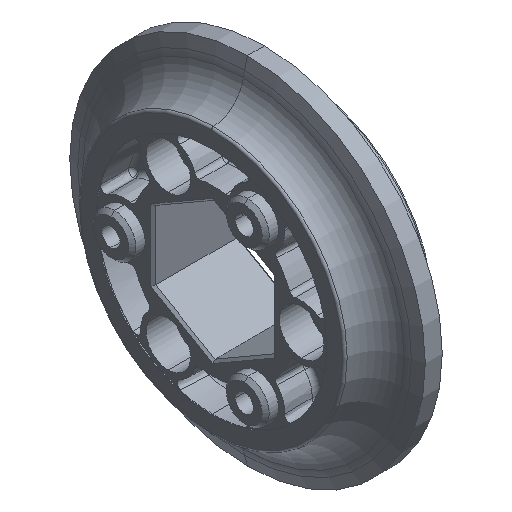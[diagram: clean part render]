
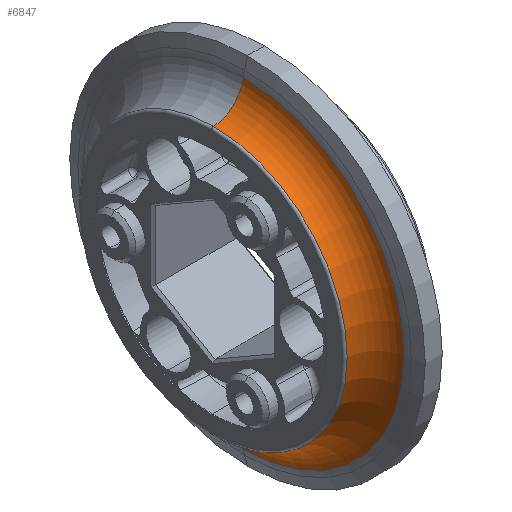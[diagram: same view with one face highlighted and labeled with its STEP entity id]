
A CAD part, isometric view. The second image highlights one B-rep face of the part: STEP entity #6847.
In plain terms, the highlighted toroidal (fillet/blend) face has major radius 17.716 mm and minor radius 3.429 mm.
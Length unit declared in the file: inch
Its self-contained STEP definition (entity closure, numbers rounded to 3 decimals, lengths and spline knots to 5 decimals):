
#270 = CARTESIAN_POINT ( 'NONE',  ( -0.17816, 0., 0. ) ) ;
#341 = CARTESIAN_POINT ( 'NONE',  ( -0.05362, 0., 0. ) ) ;
#516 = AXIS2_PLACEMENT_3D ( 'NONE', #9763, #8055, #3109 ) ;
#1218 = VERTEX_POINT ( 'NONE', #5784 ) ;
#1241 = DIRECTION ( 'NONE',  ( 1., 0., 0. ) ) ;
#1414 = CARTESIAN_POINT ( 'NONE',  ( -0.17816, 0., -0.5628 ) ) ;
#1469 = VERTEX_POINT ( 'NONE', #1414 ) ;
#1629 = ORIENTED_EDGE ( 'NONE', *, *, #2456, .T. ) ;
#1850 = TOROIDAL_SURFACE ( 'NONE', #6436, 0.6975, 0.135 ) ;
#1866 = DIRECTION ( 'NONE',  ( 1., 0., 0. ) ) ;
#1898 = EDGE_CURVE ( 'NONE', #1218, #1469, #5630, .T. ) ;
#1950 = ORIENTED_EDGE ( 'NONE', *, *, #1898, .F. ) ;
#2064 = EDGE_CURVE ( 'NONE', #9026, #3816, #9707, .T. ) ;
#2257 = CIRCLE ( 'NONE', #2604, 0.5628 ) ;
#2456 = EDGE_CURVE ( 'NONE', #3816, #1469, #2257, .T. ) ;
#2559 = DIRECTION ( 'NONE',  ( 0., 1., 0. ) ) ;
#2604 = AXIS2_PLACEMENT_3D ( 'NONE', #270, #1866, #5802 ) ;
#2856 = ORIENTED_EDGE ( 'NONE', *, *, #10315, .T. ) ;
#3109 = DIRECTION ( 'NONE',  ( 0., 0., -1. ) ) ;
#3702 = DIRECTION ( 'NONE',  ( 0., 0., 1. ) ) ;
#3816 = VERTEX_POINT ( 'NONE', #8456 ) ;
#3880 = EDGE_LOOP ( 'NONE', ( #2856, #4368, #1629, #1950 ) ) ;
#3972 = CARTESIAN_POINT ( 'NONE',  ( -0.05362, 0., 0.67749 ) ) ;
#4368 = ORIENTED_EDGE ( 'NONE', *, *, #2064, .T. ) ;
#5177 = DIRECTION ( 'NONE',  ( -1., 0., 0. ) ) ;
#5345 = DIRECTION ( 'NONE',  ( 0., 0., -1. ) ) ;
#5630 = CIRCLE ( 'NONE', #516, 0.135 ) ;
#5784 = CARTESIAN_POINT ( 'NONE',  ( -0.05362, 0., -0.67749 ) ) ;
#5802 = DIRECTION ( 'NONE',  ( 0., 0., 1. ) ) ;
#6370 = AXIS2_PLACEMENT_3D ( 'NONE', #341, #5177, #3702 ) ;
#6436 = AXIS2_PLACEMENT_3D ( 'NONE', #10221, #1241, #5345 ) ;
#6847 = ADVANCED_FACE ( 'NONE', ( #9417 ), #1850, .F. ) ;
#7901 = CIRCLE ( 'NONE', #6370, 0.67749 ) ;
#8055 = DIRECTION ( 'NONE',  ( 0., -1., 0. ) ) ;
#8456 = CARTESIAN_POINT ( 'NONE',  ( -0.17816, 0., 0.5628 ) ) ;
#9026 = VERTEX_POINT ( 'NONE', #3972 ) ;
#9075 = DIRECTION ( 'NONE',  ( 0., 0., 1. ) ) ;
#9209 = AXIS2_PLACEMENT_3D ( 'NONE', #9879, #2559, #9075 ) ;
#9417 = FACE_OUTER_BOUND ( 'NONE', #3880, .T. ) ;
#9707 = CIRCLE ( 'NONE', #9209, 0.135 ) ;
#9763 = CARTESIAN_POINT ( 'NONE',  ( -0.18713, 0., -0.6975 ) ) ;
#9879 = CARTESIAN_POINT ( 'NONE',  ( -0.18713, 0., 0.6975 ) ) ;
#10221 = CARTESIAN_POINT ( 'NONE',  ( -0.18713, 0., 0. ) ) ;
#10315 = EDGE_CURVE ( 'NONE', #1218, #9026, #7901, .T. ) ;
